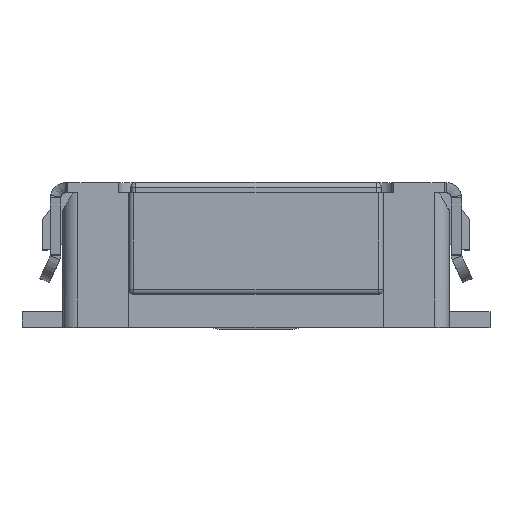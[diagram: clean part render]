
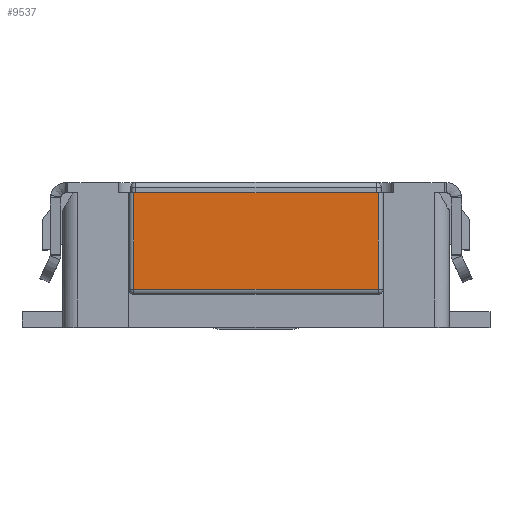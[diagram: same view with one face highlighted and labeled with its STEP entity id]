
A CAD part, top view. The second image highlights one B-rep face of the part: STEP entity #9537.
In plain terms, the highlighted planar face has unit normal (0, -0.018, 1).
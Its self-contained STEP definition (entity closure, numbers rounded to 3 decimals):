
#2750=DIRECTION('',(0.,-1.,-0.017));
#2751=VECTOR('',#2750,0.951);
#2752=CARTESIAN_POINT('',(-1.2,1.32,2.15));
#2753=LINE('',#2752,#2751);
#2771=DIRECTION('',(1.,0.,0.));
#2772=VECTOR('',#2771,2.4);
#2773=CARTESIAN_POINT('',(-1.2,1.32,2.15));
#2774=LINE('',#2773,#2772);
#2784=DIRECTION('',(-1.,0.,0.));
#2785=VECTOR('',#2784,2.4);
#2786=CARTESIAN_POINT('',(1.2,0.369,2.133));
#2787=LINE('',#2786,#2785);
#2856=DIRECTION('',(0.,-1.,-0.017));
#2857=VECTOR('',#2856,0.951);
#2858=CARTESIAN_POINT('',(1.2,1.32,2.15));
#2859=LINE('',#2858,#2857);
#4998=CARTESIAN_POINT('',(1.2,0.369,2.133));
#4999=CARTESIAN_POINT('',(-1.2,0.369,2.133));
#5000=VERTEX_POINT('',#4998);
#5001=VERTEX_POINT('',#4999);
#5004=CARTESIAN_POINT('',(1.2,1.32,2.15));
#5005=VERTEX_POINT('',#5004);
#5006=CARTESIAN_POINT('',(-1.2,1.32,2.15));
#5007=VERTEX_POINT('',#5006);
#9524=CARTESIAN_POINT('',(-1.3,1.32,2.15));
#9525=DIRECTION('',(0.,-0.017,1.));
#9526=DIRECTION('',(1.,0.,0.));
#9527=AXIS2_PLACEMENT_3D('',#9524,#9525,#9526);
#9528=PLANE('',#9527);
#9530=ORIENTED_EDGE('',*,*,#9529,.T.);
#9531=ORIENTED_EDGE('',*,*,#9515,.F.);
#9532=ORIENTED_EDGE('',*,*,#6648,.T.);
#9534=ORIENTED_EDGE('',*,*,#9533,.T.);
#9535=EDGE_LOOP('',(#9530,#9531,#9532,#9534));
#9536=FACE_OUTER_BOUND('',#9535,.F.);
#9537=ADVANCED_FACE('',(#9536),#9528,.T.);
#6648=EDGE_CURVE('',#5007,#5005,#2774,.T.);
#9515=EDGE_CURVE('',#5007,#5001,#2753,.T.);
#9529=EDGE_CURVE('',#5000,#5001,#2787,.T.);
#9533=EDGE_CURVE('',#5005,#5000,#2859,.T.);
